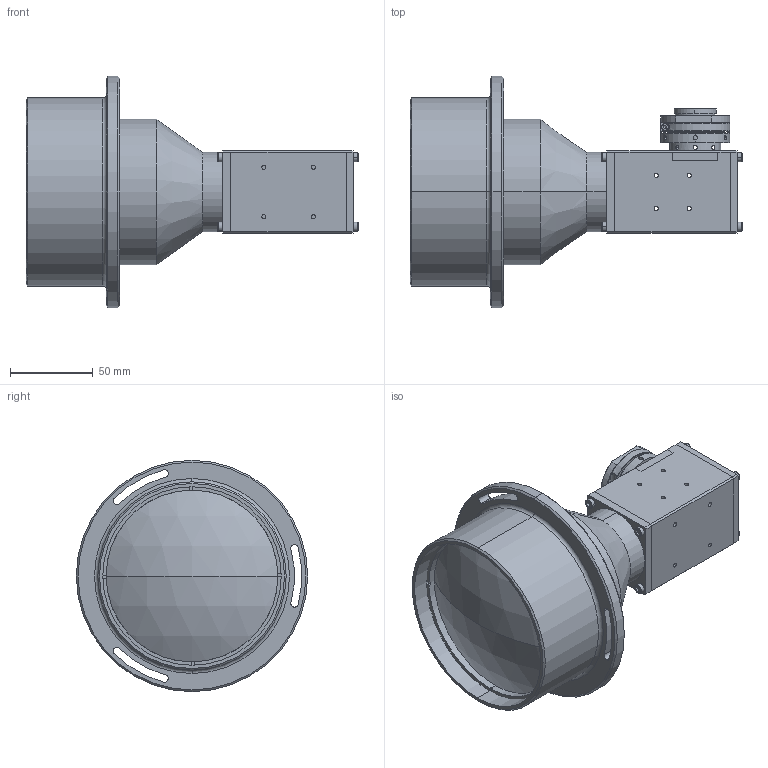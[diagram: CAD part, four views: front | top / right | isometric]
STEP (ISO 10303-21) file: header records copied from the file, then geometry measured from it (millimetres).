
FILE_DESCRIPTION (( 'STEP AP203' ), '1' );
FILE_NAME ('XF-5MDT0109X120DSSB-L90-蚾饜极-20200812V5.2.STEP', '2020-08-12T03:16:09', ( 'canrill-02' ), ( '' ), 'SwSTEP 2.0', 'SolidWorks 2014', '' );
FILE_SCHEMA (( 'CONFIG_CONTROL_DESIGN' ));
Length unit declared in the file: millimetre
Products named in the file (1): XF-5MDT0109X120DSSB-L90-蚾饜极-20200812V5.2
Bounding box: 200.97 x 140 x 140 mm (x, y, z)
Surface area: 99676 mm2 (no closed solid volume)
Topology: 0 solids, 32 shells, 364 faces, 1150 edges, 759 vertices
Faces by surface type: plane 165, cylinder 122, cone 37, torus 36, sphere 4
Entity records: 13375 total; most frequent: CARTESIAN_POINT 3170, DIRECTION 2256, ORIENTED_EDGE 1793, EDGE_CURVE 1124, AXIS2_PLACEMENT_3D 829, VERTEX_POINT 759, VECTOR 598, LINE 598
